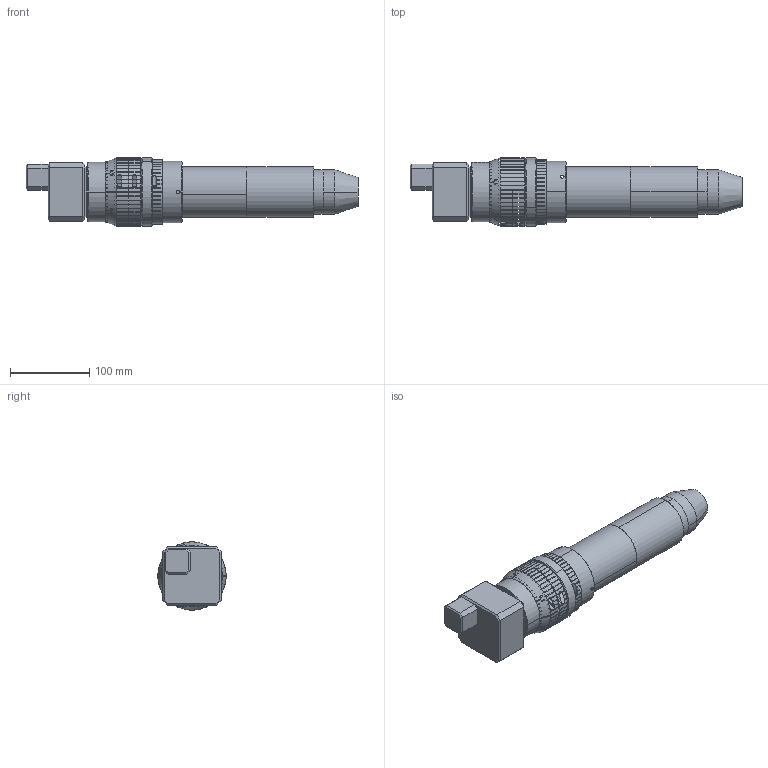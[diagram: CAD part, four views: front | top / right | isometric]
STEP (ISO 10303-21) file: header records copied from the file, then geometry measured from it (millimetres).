
FILE_DESCRIPTION((''),'2;1');
FILE_NAME('CAMERA-HIK-11_48-2900W','2022-09-15T15:47:00',('L'),(''),'CREO PARAMETRIC BY PTC INC, 2018050','CREO PARAMETRIC BY PTC INC, 2018050','');
FILE_SCHEMA(('CONFIG_CONTROL_DESIGN'));
Length unit declared in the file: millimetre
Products named in the file (1): CAMERA-HIK-11_48-2900W
Bounding box: 418.46 x 85.99 x 86 mm (x, y, z)
Volume: 265612.2 mm3; surface area: 121997.4 mm2
Topology: 1 solids, 15 shells, 357 faces, 1913 edges, 1546 vertices
Faces by surface type: plane 180, cylinder 156, cone 21
Entity records: 20673 total; most frequent: CARTESIAN_POINT 7139, ORIENTED_EDGE 2748, DIRECTION 2362, EDGE_CURVE 1911, VERTEX_POINT 1546, AXIS2_PLACEMENT_3D 879, B_SPLINE_CURVE_WITH_KNOTS 786, VECTOR 604
